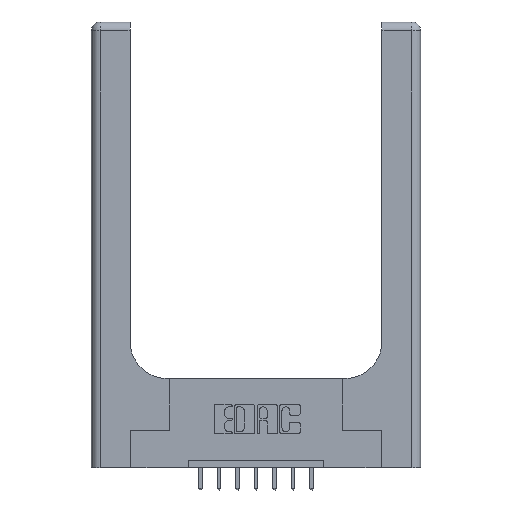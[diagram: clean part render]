
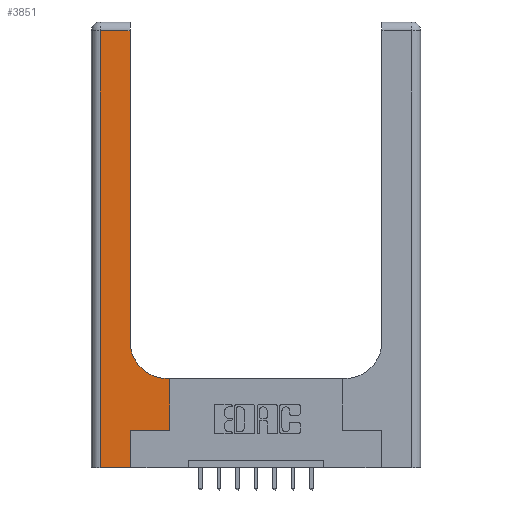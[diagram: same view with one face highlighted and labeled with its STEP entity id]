
A CAD part, top view. The second image highlights one B-rep face of the part: STEP entity #3851.
In plain terms, the highlighted planar face has unit normal (0, 0, 1).
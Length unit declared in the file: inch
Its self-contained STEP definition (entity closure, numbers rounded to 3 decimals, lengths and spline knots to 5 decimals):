
#316 = CARTESIAN_POINT ( 'NONE',  ( 0.26, 3., 0.37 ) ) ;
#680 = CARTESIAN_POINT ( 'NONE',  ( 0.06, 0., 0.37 ) ) ;
#696 = EDGE_CURVE ( 'NONE', #12822, #12144, #6116, .T. ) ;
#806 = AXIS2_PLACEMENT_3D ( 'NONE', #2533, #11693, #1485 ) ;
#918 = VECTOR ( 'NONE', #3800, 39.37008 ) ;
#1198 = VERTEX_POINT ( 'NONE', #1445 ) ;
#1215 = EDGE_CURVE ( 'NONE', #4120, #9494, #6367, .T. ) ;
#1274 = EDGE_CURVE ( 'NONE', #7625, #2319, #10899, .T. ) ;
#1404 = DIRECTION ( 'NONE',  ( 0., 0., -1. ) ) ;
#1445 = CARTESIAN_POINT ( 'NONE',  ( 0.265, 0., 0.37 ) ) ;
#1485 = DIRECTION ( 'NONE',  ( -1., 0., 0. ) ) ;
#1582 = EDGE_CURVE ( 'NONE', #9494, #1198, #5580, .T. ) ;
#1935 = CARTESIAN_POINT ( 'NONE',  ( 0.06, 2.94, 0.37 ) ) ;
#1976 = VECTOR ( 'NONE', #6279, 39.37008 ) ;
#2208 = EDGE_CURVE ( 'NONE', #1198, #14478, #12590, .T. ) ;
#2319 = VERTEX_POINT ( 'NONE', #11042 ) ;
#2533 = CARTESIAN_POINT ( 'NONE',  ( 0., 3., 0.37 ) ) ;
#2595 = DIRECTION ( 'NONE',  ( 1., 0., 0. ) ) ;
#2754 = CARTESIAN_POINT ( 'NONE',  ( 0.26, 0.6, 0.37 ) ) ;
#2817 = ORIENTED_EDGE ( 'NONE', *, *, #10621, .T. ) ;
#3200 = ORIENTED_EDGE ( 'NONE', *, *, #1274, .T. ) ;
#3515 = CARTESIAN_POINT ( 'NONE',  ( 0.26, 2.94, 0.37 ) ) ;
#3715 = DIRECTION ( 'NONE',  ( 1., 0., 0. ) ) ;
#3800 = DIRECTION ( 'NONE',  ( 0., 1., 0. ) ) ;
#3851 = ADVANCED_FACE ( 'NONE', ( #7175 ), #13845, .F. ) ;
#4120 = VERTEX_POINT ( 'NONE', #1935 ) ;
#4442 = CARTESIAN_POINT ( 'NONE',  ( 0., 0., 0.37 ) ) ;
#4654 = EDGE_LOOP ( 'NONE', ( #9024, #2817, #14033, #6880, #7157, #5779, #3200, #8392, #10062 ) ) ;
#4841 = LINE ( 'NONE', #7152, #12972 ) ;
#4885 = DIRECTION ( 'NONE',  ( 1., 0., 0. ) ) ;
#5006 = LINE ( 'NONE', #2754, #1976 ) ;
#5153 = VERTEX_POINT ( 'NONE', #8759 ) ;
#5251 = CARTESIAN_POINT ( 'NONE',  ( 0.528, 0.25, 0.37 ) ) ;
#5502 = DIRECTION ( 'NONE',  ( 0., 1., 0. ) ) ;
#5580 = LINE ( 'NONE', #4442, #14490 ) ;
#5736 = VECTOR ( 'NONE', #11920, 39.37008 ) ;
#5779 = ORIENTED_EDGE ( 'NONE', *, *, #6141, .T. ) ;
#6116 = LINE ( 'NONE', #316, #918 ) ;
#6141 = EDGE_CURVE ( 'NONE', #14478, #7625, #4841, .T. ) ;
#6190 = VECTOR ( 'NONE', #5502, 39.37008 ) ;
#6193 = VECTOR ( 'NONE', #10752, 39.37008 ) ;
#6279 = DIRECTION ( 'NONE',  ( -1., 0., 0. ) ) ;
#6367 = LINE ( 'NONE', #12002, #5736 ) ;
#6880 = ORIENTED_EDGE ( 'NONE', *, *, #1582, .T. ) ;
#7152 = CARTESIAN_POINT ( 'NONE',  ( 0.265, 0.25, 0.37 ) ) ;
#7157 = ORIENTED_EDGE ( 'NONE', *, *, #2208, .T. ) ;
#7175 = FACE_OUTER_BOUND ( 'NONE', #4654, .T. ) ;
#7625 = VERTEX_POINT ( 'NONE', #9708 ) ;
#7974 = AXIS2_PLACEMENT_3D ( 'NONE', #13829, #1404, #2595 ) ;
#8392 = ORIENTED_EDGE ( 'NONE', *, *, #12357, .T. ) ;
#8464 = VECTOR ( 'NONE', #12565, 39.37008 ) ;
#8759 = CARTESIAN_POINT ( 'NONE',  ( 0.51, 0.6, 0.37 ) ) ;
#9024 = ORIENTED_EDGE ( 'NONE', *, *, #696, .T. ) ;
#9494 = VERTEX_POINT ( 'NONE', #680 ) ;
#9648 = CIRCLE ( 'NONE', #7974, 0.25 ) ;
#9708 = CARTESIAN_POINT ( 'NONE',  ( 0.528, 0.25, 0.37 ) ) ;
#10062 = ORIENTED_EDGE ( 'NONE', *, *, #11211, .T. ) ;
#10357 = CARTESIAN_POINT ( 'NONE',  ( 0.265, 0., 0.37 ) ) ;
#10621 = EDGE_CURVE ( 'NONE', #12144, #4120, #13957, .T. ) ;
#10752 = DIRECTION ( 'NONE',  ( 0., 1., 0. ) ) ;
#10899 = LINE ( 'NONE', #5251, #6193 ) ;
#11042 = CARTESIAN_POINT ( 'NONE',  ( 0.528, 0.6, 0.37 ) ) ;
#11211 = EDGE_CURVE ( 'NONE', #5153, #12822, #9648, .T. ) ;
#11453 = CARTESIAN_POINT ( 'NONE',  ( 0., 2.94, 0.37 ) ) ;
#11693 = DIRECTION ( 'NONE',  ( 0., 0., -1. ) ) ;
#11821 = CARTESIAN_POINT ( 'NONE',  ( 0.265, 0.25, 0.37 ) ) ;
#11920 = DIRECTION ( 'NONE',  ( 0., -1., 0. ) ) ;
#12002 = CARTESIAN_POINT ( 'NONE',  ( 0.06, 3., 0.37 ) ) ;
#12144 = VERTEX_POINT ( 'NONE', #3515 ) ;
#12245 = CARTESIAN_POINT ( 'NONE',  ( 0.26, 0.85, 0.37 ) ) ;
#12357 = EDGE_CURVE ( 'NONE', #2319, #5153, #5006, .T. ) ;
#12565 = DIRECTION ( 'NONE',  ( -1., 0., 0. ) ) ;
#12590 = LINE ( 'NONE', #10357, #6190 ) ;
#12822 = VERTEX_POINT ( 'NONE', #12245 ) ;
#12972 = VECTOR ( 'NONE', #3715, 39.37008 ) ;
#13829 = CARTESIAN_POINT ( 'NONE',  ( 0.51, 0.85, 0.37 ) ) ;
#13845 = PLANE ( 'NONE',  #806 ) ;
#13957 = LINE ( 'NONE', #11453, #8464 ) ;
#14033 = ORIENTED_EDGE ( 'NONE', *, *, #1215, .T. ) ;
#14478 = VERTEX_POINT ( 'NONE', #11821 ) ;
#14490 = VECTOR ( 'NONE', #4885, 39.37008 ) ;
